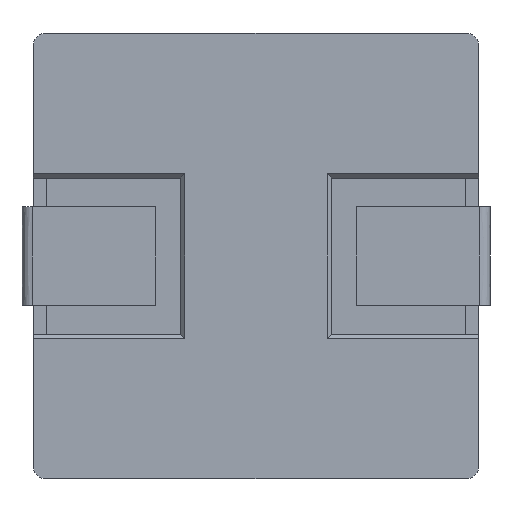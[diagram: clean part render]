
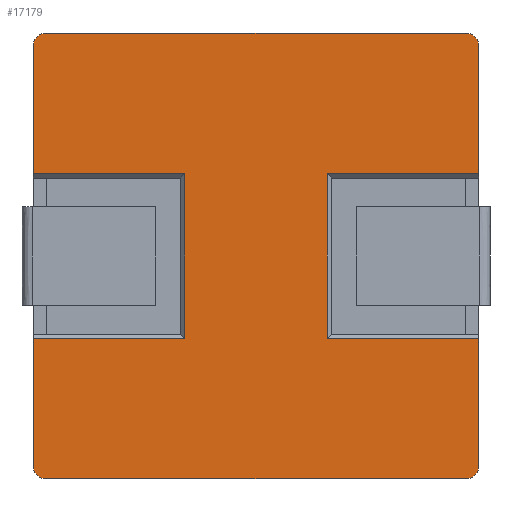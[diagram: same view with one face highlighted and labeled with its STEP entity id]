
A CAD part, front view. The second image highlights one B-rep face of the part: STEP entity #17179.
In plain terms, the highlighted face is planar.
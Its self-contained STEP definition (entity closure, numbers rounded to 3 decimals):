
#252=CIRCLE('',#17878,0.3);
#253=CIRCLE('',#17879,0.3);
#254=CIRCLE('',#17880,0.3);
#255=CIRCLE('',#17881,0.3);
#3760=ORIENTED_EDGE('',*,*,#5654,.T.);
#3761=ORIENTED_EDGE('',*,*,#5655,.T.);
#3762=ORIENTED_EDGE('',*,*,#5656,.T.);
#3763=ORIENTED_EDGE('',*,*,#5657,.T.);
#3764=ORIENTED_EDGE('',*,*,#5658,.T.);
#3765=ORIENTED_EDGE('',*,*,#5659,.T.);
#3766=ORIENTED_EDGE('',*,*,#5660,.T.);
#3767=ORIENTED_EDGE('',*,*,#5661,.T.);
#3768=ORIENTED_EDGE('',*,*,#5662,.T.);
#3769=ORIENTED_EDGE('',*,*,#5663,.T.);
#3770=ORIENTED_EDGE('',*,*,#5664,.T.);
#3771=ORIENTED_EDGE('',*,*,#5665,.T.);
#3772=ORIENTED_EDGE('',*,*,#5666,.T.);
#3773=ORIENTED_EDGE('',*,*,#5667,.T.);
#3774=ORIENTED_EDGE('',*,*,#5668,.T.);
#3775=ORIENTED_EDGE('',*,*,#5669,.T.);
#5654=EDGE_CURVE('',#6890,#6891,#8544,.T.);
#5655=EDGE_CURVE('',#6891,#6892,#8545,.T.);
#5656=EDGE_CURVE('',#6892,#6893,#8546,.T.);
#5657=EDGE_CURVE('',#6893,#6894,#8547,.T.);
#5658=EDGE_CURVE('',#6894,#6895,#8548,.T.);
#5659=EDGE_CURVE('',#6895,#6896,#252,.T.);
#5660=EDGE_CURVE('',#6896,#6897,#8549,.T.);
#5661=EDGE_CURVE('',#6897,#6898,#253,.T.);
#5662=EDGE_CURVE('',#6898,#6899,#8550,.T.);
#5663=EDGE_CURVE('',#6899,#6900,#8551,.T.);
#5664=EDGE_CURVE('',#6900,#6901,#8552,.T.);
#5665=EDGE_CURVE('',#6901,#6902,#8553,.T.);
#5666=EDGE_CURVE('',#6902,#6903,#8554,.T.);
#5667=EDGE_CURVE('',#6903,#6904,#254,.T.);
#5668=EDGE_CURVE('',#6904,#6905,#8555,.T.);
#5669=EDGE_CURVE('',#6905,#6890,#255,.T.);
#6890=VERTEX_POINT('',#26664);
#6891=VERTEX_POINT('',#26665);
#6892=VERTEX_POINT('',#26667);
#6893=VERTEX_POINT('',#26669);
#6894=VERTEX_POINT('',#26671);
#6895=VERTEX_POINT('',#26673);
#6896=VERTEX_POINT('',#26675);
#6897=VERTEX_POINT('',#26677);
#6898=VERTEX_POINT('',#26679);
#6899=VERTEX_POINT('',#26681);
#6900=VERTEX_POINT('',#26683);
#6901=VERTEX_POINT('',#26685);
#6902=VERTEX_POINT('',#26687);
#6903=VERTEX_POINT('',#26689);
#6904=VERTEX_POINT('',#26691);
#6905=VERTEX_POINT('',#26693);
#8544=LINE('',#26663,#10216);
#8545=LINE('',#26666,#10217);
#8546=LINE('',#26668,#10218);
#8547=LINE('',#26670,#10219);
#8548=LINE('',#26672,#10220);
#8549=LINE('',#26676,#10221);
#8550=LINE('',#26680,#10222);
#8551=LINE('',#26682,#10223);
#8552=LINE('',#26684,#10224);
#8553=LINE('',#26686,#10225);
#8554=LINE('',#26688,#10226);
#8555=LINE('',#26692,#10227);
#10216=VECTOR('',#20844,1000.);
#10217=VECTOR('',#20845,1000.);
#10218=VECTOR('',#20846,1000.);
#10219=VECTOR('',#20847,1000.);
#10220=VECTOR('',#20848,1000.);
#10221=VECTOR('',#20851,1000.);
#10222=VECTOR('',#20854,1000.);
#10223=VECTOR('',#20855,1000.);
#10224=VECTOR('',#20856,1000.);
#10225=VECTOR('',#20857,1000.);
#10226=VECTOR('',#20858,1000.);
#10227=VECTOR('',#20861,1000.);
#10928=EDGE_LOOP('',(#3760,#3761,#3762,#3763,#3764,#3765,#3766,#3767,#3768,
#3769,#3770,#3771,#3772,#3773,#3774,#3775));
#11608=FACE_BOUND('',#10928,.T.);
#12184=PLANE('',#17877);
#17179=ADVANCED_FACE('',(#11608),#12184,.T.);
#17877=AXIS2_PLACEMENT_3D('',#26662,#20842,#20843);
#17878=AXIS2_PLACEMENT_3D('',#26674,#20849,#20850);
#17879=AXIS2_PLACEMENT_3D('',#26678,#20852,#20853);
#17880=AXIS2_PLACEMENT_3D('',#26690,#20859,#20860);
#17881=AXIS2_PLACEMENT_3D('',#26694,#20862,#20863);
#20842=DIRECTION('',(0.,1.,0.));
#20843=DIRECTION('',(0.,0.,1.));
#20844=DIRECTION('',(0.,0.,1.));
#20845=DIRECTION('',(1.,0.,0.));
#20846=DIRECTION('',(0.,0.,1.));
#20847=DIRECTION('',(-1.,0.,0.));
#20848=DIRECTION('',(0.,0.,1.));
#20849=DIRECTION('',(0.,1.,0.));
#20850=DIRECTION('',(0.,0.,1.));
#20851=DIRECTION('',(1.,0.,0.));
#20852=DIRECTION('',(0.,1.,0.));
#20853=DIRECTION('',(0.,0.,1.));
#20854=DIRECTION('',(0.,0.,-1.));
#20855=DIRECTION('',(-1.,0.,0.));
#20856=DIRECTION('',(0.,0.,-1.));
#20857=DIRECTION('',(1.,0.,0.));
#20858=DIRECTION('',(0.,0.,-1.));
#20859=DIRECTION('',(0.,1.,0.));
#20860=DIRECTION('',(0.,0.,1.));
#20861=DIRECTION('',(-1.,0.,0.));
#20862=DIRECTION('',(0.,1.,0.));
#20863=DIRECTION('',(0.,0.,1.));
#26662=CARTESIAN_POINT('',(0.,0.4,0.));
#26663=CARTESIAN_POINT('',(-5.,0.4,-5.));
#26664=CARTESIAN_POINT('',(-5.,0.4,-4.7));
#26665=CARTESIAN_POINT('',(-5.,0.4,-1.85));
#26666=CARTESIAN_POINT('',(0.,0.4,-1.85));
#26667=CARTESIAN_POINT('',(-1.6,0.4,-1.85));
#26668=CARTESIAN_POINT('',(-1.6,0.4,0.));
#26669=CARTESIAN_POINT('',(-1.6,0.4,1.85));
#26670=CARTESIAN_POINT('',(0.,0.4,1.85));
#26671=CARTESIAN_POINT('',(-5.,0.4,1.85));
#26672=CARTESIAN_POINT('',(-5.,0.4,-5.));
#26673=CARTESIAN_POINT('',(-5.,0.4,4.7));
#26674=CARTESIAN_POINT('',(-4.7,0.4,4.7));
#26675=CARTESIAN_POINT('',(-4.7,0.4,5.));
#26676=CARTESIAN_POINT('',(-5.,0.4,5.));
#26677=CARTESIAN_POINT('',(4.7,0.4,5.));
#26678=CARTESIAN_POINT('',(4.7,0.4,4.7));
#26679=CARTESIAN_POINT('',(5.,0.4,4.7));
#26680=CARTESIAN_POINT('',(5.,0.4,5.));
#26681=CARTESIAN_POINT('',(5.,0.4,1.85));
#26682=CARTESIAN_POINT('',(1.7,0.4,1.85));
#26683=CARTESIAN_POINT('',(1.6,0.4,1.85));
#26684=CARTESIAN_POINT('',(1.6,0.4,-1.75));
#26685=CARTESIAN_POINT('',(1.6,0.4,-1.85));
#26686=CARTESIAN_POINT('',(5.,0.4,-1.85));
#26687=CARTESIAN_POINT('',(5.,0.4,-1.85));
#26688=CARTESIAN_POINT('',(5.,0.4,5.));
#26689=CARTESIAN_POINT('',(5.,0.4,-4.7));
#26690=CARTESIAN_POINT('',(4.7,0.4,-4.7));
#26691=CARTESIAN_POINT('',(4.7,0.4,-5.));
#26692=CARTESIAN_POINT('',(5.,0.4,-5.));
#26693=CARTESIAN_POINT('',(-4.7,0.4,-5.));
#26694=CARTESIAN_POINT('',(-4.7,0.4,-4.7));
